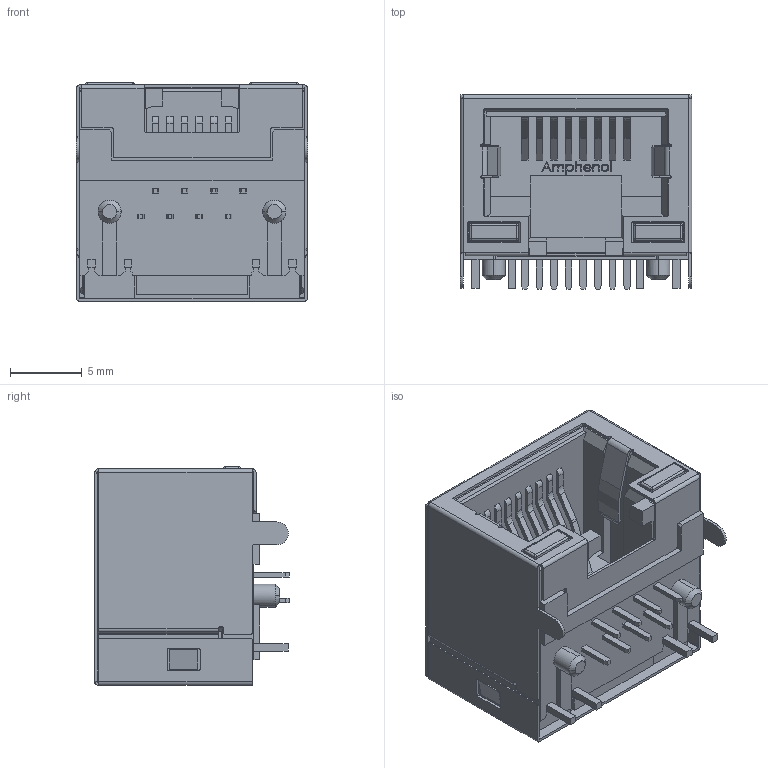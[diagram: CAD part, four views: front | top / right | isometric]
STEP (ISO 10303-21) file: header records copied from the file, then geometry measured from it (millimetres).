
FILE_DESCRIPTION (( 'STEP AP203' ), '1' );
FILE_NAME ('M-RJE73-188-00XX0-REVT1.STEP', '2012-11-16T17:38:39', ( '' ), ( '' ), 'SwSTEP 2.0', 'SolidWorks 2012', '' );
FILE_SCHEMA (( 'CONFIG_CONTROL_DESIGN' ));
Length unit declared in the file: millimetre
Products named in the file (1): M-RJE73-188-00XX0-REVT1
Bounding box: 16.14 x 13.57 x 15.25 mm (x, y, z)
Volume: 1637.5 mm3; surface area: 3418.4 mm2
Topology: 1 solids, 1 shells, 945 faces, 2701 edges, 1766 vertices
Faces by surface type: plane 704, cylinder 171, bspline 58, cone 12
Entity records: 33190 total; most frequent: CARTESIAN_POINT 8570, ORIENTED_EDGE 5386, DIRECTION 4667, EDGE_CURVE 2693, LINE 2209, VECTOR 2209, VERTEX_POINT 1766, AXIS2_PLACEMENT_3D 1229
